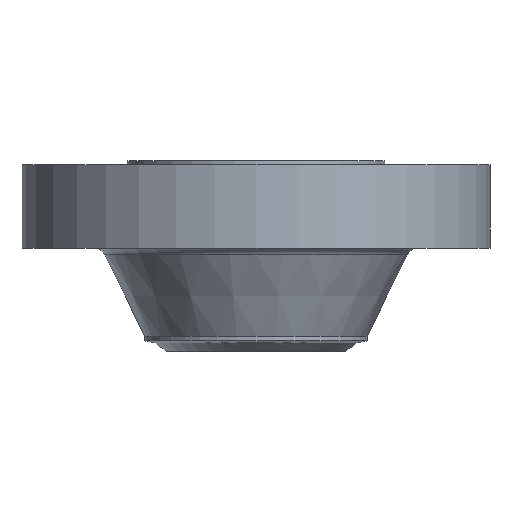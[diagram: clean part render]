
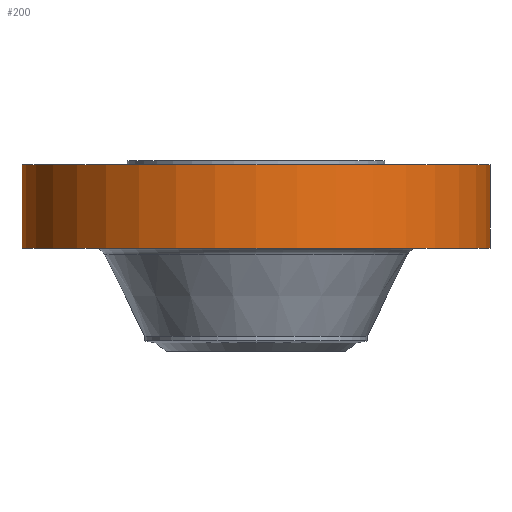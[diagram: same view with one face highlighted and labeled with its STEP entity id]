
A CAD part, front view. The second image highlights one B-rep face of the part: STEP entity #200.
In plain terms, the highlighted cylindrical face has radius 374.65 mm (diameter 749.3 mm), a partial arc.
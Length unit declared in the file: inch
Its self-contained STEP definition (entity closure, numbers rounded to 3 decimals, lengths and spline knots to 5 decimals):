
#52 = DIRECTION ( 'NONE',  ( 1., 0., 0. ) ) ;
#72 = AXIS2_PLACEMENT_3D ( 'NONE', #1266, #1097, #1249 ) ;
#84 = DIRECTION ( 'NONE',  ( 0., 0., 1. ) ) ;
#125 = CARTESIAN_POINT ( 'NONE',  ( -14.75, 0., -5.5 ) ) ;
#200 = ADVANCED_FACE ( 'NONE', ( #565 ), #1403, .T. ) ;
#250 = CARTESIAN_POINT ( 'NONE',  ( 0., 0., -0.25 ) ) ;
#337 = VECTOR ( 'NONE', #617, 39.37008 ) ;
#387 = CARTESIAN_POINT ( 'NONE',  ( 14.75, 0., -0.25 ) ) ;
#409 = EDGE_CURVE ( 'NONE', #1560, #1508, #1309, .T. ) ;
#412 = ORIENTED_EDGE ( 'NONE', *, *, #798, .T. ) ;
#462 = VERTEX_POINT ( 'NONE', #1140 ) ;
#565 = FACE_OUTER_BOUND ( 'NONE', #769, .T. ) ;
#617 = DIRECTION ( 'NONE',  ( 0., 0., 1. ) ) ;
#654 = VERTEX_POINT ( 'NONE', #387 ) ;
#684 = EDGE_CURVE ( 'NONE', #1508, #654, #1253, .T. ) ;
#689 = EDGE_CURVE ( 'NONE', #462, #654, #931, .T. ) ;
#747 = ORIENTED_EDGE ( 'NONE', *, *, #689, .T. ) ;
#769 = EDGE_LOOP ( 'NONE', ( #941, #412, #747, #1630 ) ) ;
#798 = EDGE_CURVE ( 'NONE', #1560, #462, #1346, .T. ) ;
#848 = CARTESIAN_POINT ( 'NONE',  ( 0., 0., -5.5 ) ) ;
#931 = LINE ( 'NONE', #1348, #1080 ) ;
#936 = CARTESIAN_POINT ( 'NONE',  ( -14.75, 0., -0.25 ) ) ;
#941 = ORIENTED_EDGE ( 'NONE', *, *, #409, .F. ) ;
#991 = CARTESIAN_POINT ( 'NONE',  ( -14.75, 0., 0. ) ) ;
#1080 = VECTOR ( 'NONE', #1337, 39.37008 ) ;
#1097 = DIRECTION ( 'NONE',  ( 0., 0., 1. ) ) ;
#1140 = CARTESIAN_POINT ( 'NONE',  ( 14.75, 0., -5.5 ) ) ;
#1230 = AXIS2_PLACEMENT_3D ( 'NONE', #250, #84, #1752 ) ;
#1249 = DIRECTION ( 'NONE',  ( 1., 0., 0. ) ) ;
#1253 = CIRCLE ( 'NONE', #1230, 14.75 ) ;
#1266 = CARTESIAN_POINT ( 'NONE',  ( 0., 0., 0. ) ) ;
#1309 = LINE ( 'NONE', #991, #337 ) ;
#1337 = DIRECTION ( 'NONE',  ( 0., 0., 1. ) ) ;
#1346 = CIRCLE ( 'NONE', #1627, 14.75 ) ;
#1348 = CARTESIAN_POINT ( 'NONE',  ( 14.75, 0., 0. ) ) ;
#1403 = CYLINDRICAL_SURFACE ( 'NONE', #72, 14.75 ) ;
#1418 = DIRECTION ( 'NONE',  ( 0., 0., 1. ) ) ;
#1508 = VERTEX_POINT ( 'NONE', #936 ) ;
#1560 = VERTEX_POINT ( 'NONE', #125 ) ;
#1627 = AXIS2_PLACEMENT_3D ( 'NONE', #848, #1418, #52 ) ;
#1630 = ORIENTED_EDGE ( 'NONE', *, *, #684, .F. ) ;
#1752 = DIRECTION ( 'NONE',  ( 1., 0., 0. ) ) ;
